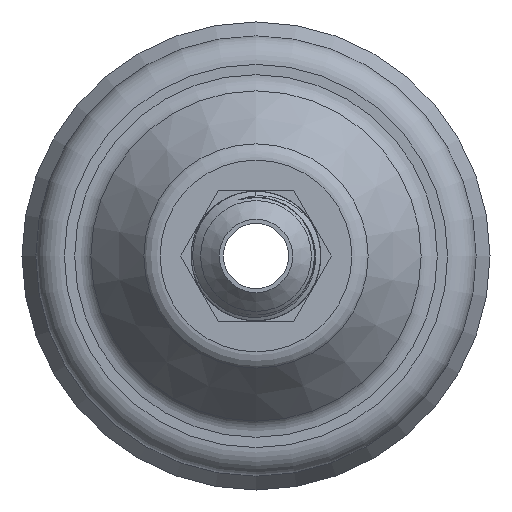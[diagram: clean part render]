
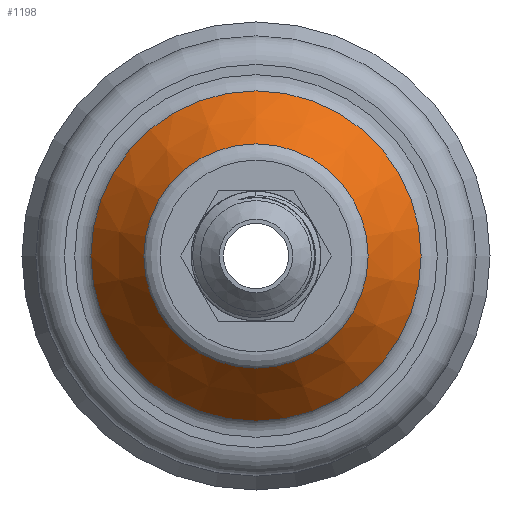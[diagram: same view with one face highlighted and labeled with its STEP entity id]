
A CAD part, left-side view. The second image highlights one B-rep face of the part: STEP entity #1198.
In plain terms, the highlighted conical face has half-angle 37.304 degrees and reference radius 20.25 mm.
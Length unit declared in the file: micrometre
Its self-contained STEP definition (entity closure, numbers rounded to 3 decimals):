
#114=FACE_OUTER_BOUND('',#180,.T.);
#180=EDGE_LOOP('',(#958,#959,#960,#961,#962,#963));
#326=CIRCLE('',#1345,20249.606);
#327=CIRCLE('',#1346,20249.606);
#328=CIRCLE('',#1348,13750.394);
#329=CIRCLE('',#1349,13750.394);
#361=LINE('',#2867,#429);
#429=VECTOR('',#1604,20249.606);
#556=VERTEX_POINT('',#2860);
#557=VERTEX_POINT('',#2862);
#558=VERTEX_POINT('',#2866);
#559=VERTEX_POINT('',#2868);
#716=EDGE_CURVE('',#556,#557,#326,.T.);
#717=EDGE_CURVE('',#557,#556,#327,.T.);
#718=EDGE_CURVE('',#556,#558,#361,.T.);
#719=EDGE_CURVE('',#558,#559,#328,.T.);
#720=EDGE_CURVE('',#559,#558,#329,.T.);
#958=ORIENTED_EDGE('',*,*,#717,.F.);
#959=ORIENTED_EDGE('',*,*,#716,.F.);
#960=ORIENTED_EDGE('',*,*,#718,.T.);
#961=ORIENTED_EDGE('',*,*,#719,.T.);
#962=ORIENTED_EDGE('',*,*,#720,.T.);
#963=ORIENTED_EDGE('',*,*,#718,.F.);
#1159=CONICAL_SURFACE('',#1347,20249.606,0.651);
#1198=ADVANCED_FACE('',(#114),#1159,.T.);
#1345=AXIS2_PLACEMENT_3D('',#2863,#1598,#1599);
#1346=AXIS2_PLACEMENT_3D('',#2864,#1600,#1601);
#1347=AXIS2_PLACEMENT_3D('',#2865,#1602,#1603);
#1348=AXIS2_PLACEMENT_3D('',#2869,#1605,#1606);
#1349=AXIS2_PLACEMENT_3D('',#2870,#1607,#1608);
#1598=DIRECTION('center_axis',(1.,0.,0.));
#1599=DIRECTION('ref_axis',(0.,0.,-1.));
#1600=DIRECTION('center_axis',(1.,0.,0.));
#1601=DIRECTION('ref_axis',(0.,0.,-1.));
#1602=DIRECTION('center_axis',(1.,0.,0.));
#1603=DIRECTION('ref_axis',(0.,0.,-1.));
#1604=DIRECTION('',(-0.795,0.,-0.606));
#1605=DIRECTION('center_axis',(1.,0.,0.));
#1606=DIRECTION('ref_axis',(0.,0.,-1.));
#1607=DIRECTION('center_axis',(1.,0.,0.));
#1608=DIRECTION('ref_axis',(0.,0.,-1.));
#2860=CARTESIAN_POINT('',(-27234.892,0.,20249.606));
#2862=CARTESIAN_POINT('',(-27234.892,0.,-20249.606));
#2863=CARTESIAN_POINT('Origin',(-27234.892,0.,0.));
#2864=CARTESIAN_POINT('Origin',(-27234.892,0.,0.));
#2865=CARTESIAN_POINT('Origin',(-27234.892,0.,0.));
#2866=CARTESIAN_POINT('',(-35765.108,0.,13750.394));
#2867=CARTESIAN_POINT('',(-27234.892,0.,20249.606));
#2868=CARTESIAN_POINT('',(-35765.108,0.,-13750.394));
#2869=CARTESIAN_POINT('Origin',(-35765.108,0.,0.));
#2870=CARTESIAN_POINT('Origin',(-35765.108,0.,0.));
